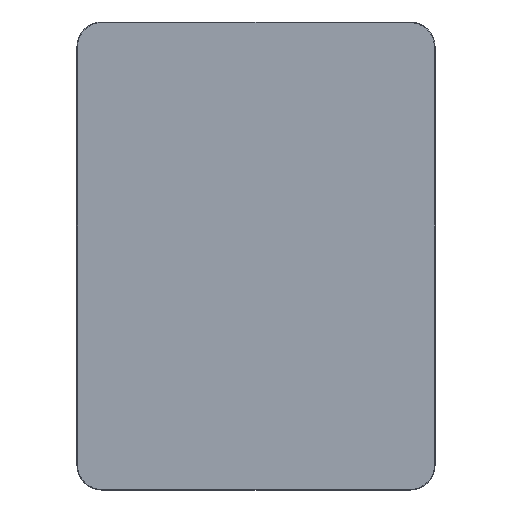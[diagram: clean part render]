
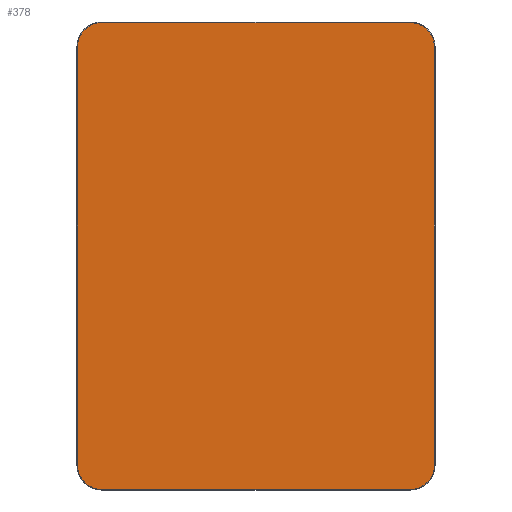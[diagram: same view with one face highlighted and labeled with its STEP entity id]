
A CAD part, front view. The second image highlights one B-rep face of the part: STEP entity #378.
In plain terms, the highlighted face is planar.
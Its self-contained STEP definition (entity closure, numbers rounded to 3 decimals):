
#378=ADVANCED_FACE('',(#948),#8276,.T.);
#948=FACE_OUTER_BOUND('',#1562,.T.);
#1562=EDGE_LOOP('',(#2683,#2684,#2685,#2686,#2687,#2688,#2689,#2690));
#2683=ORIENTED_EDGE('',*,*,#5061,.F.);
#2684=ORIENTED_EDGE('',*,*,#5073,.F.);
#2685=ORIENTED_EDGE('',*,*,#5062,.F.);
#2686=ORIENTED_EDGE('',*,*,#5067,.F.);
#2687=ORIENTED_EDGE('',*,*,#5063,.F.);
#2688=ORIENTED_EDGE('',*,*,#5070,.F.);
#2689=ORIENTED_EDGE('',*,*,#5064,.F.);
#2690=ORIENTED_EDGE('',*,*,#5076,.F.);
#5061=EDGE_CURVE('',#7625,#7623,#6245,.T.);
#5062=EDGE_CURVE('',#7627,#7626,#6246,.T.);
#5063=EDGE_CURVE('',#7629,#7628,#6247,.T.);
#5064=EDGE_CURVE('',#7624,#7630,#6248,.T.);
#5067=EDGE_CURVE('',#7628,#7627,#6847,.T.);
#5070=EDGE_CURVE('',#7630,#7629,#6848,.T.);
#5073=EDGE_CURVE('',#7626,#7625,#6849,.T.);
#5076=EDGE_CURVE('',#7623,#7624,#6850,.T.);
#6245=B_SPLINE_CURVE_WITH_KNOTS('',1,(#13112,#13113),.UNSPECIFIED.,.F.,
 .F.,(2,2),(-682.,0.),.UNSPECIFIED.);
#6246=B_SPLINE_CURVE_WITH_KNOTS('',1,(#13114,#13115),.UNSPECIFIED.,.F.,
 .F.,(2,2),(-503.,0.),.UNSPECIFIED.);
#6247=B_SPLINE_CURVE_WITH_KNOTS('',1,(#13116,#13117),.UNSPECIFIED.,.F.,
 .F.,(2,2),(-682.,0.),.UNSPECIFIED.);
#6248=B_SPLINE_CURVE_WITH_KNOTS('',1,(#13118,#13119),.UNSPECIFIED.,.F.,
 .F.,(2,2),(-503.,0.),.UNSPECIFIED.);
#6847=(
BOUNDED_CURVE()
B_SPLINE_CURVE(2,(#13124,#13125,#13126),.UNSPECIFIED.,.F.,.F.)
B_SPLINE_CURVE_WITH_KNOTS((3,3),(0.,61.261),.UNSPECIFIED.)
CURVE()
GEOMETRIC_REPRESENTATION_ITEM()
RATIONAL_B_SPLINE_CURVE((1.,0.707,1.))
REPRESENTATION_ITEM('')
);
#6848=(
BOUNDED_CURVE()
B_SPLINE_CURVE(2,(#13131,#13132,#13133),.UNSPECIFIED.,.F.,.F.)
B_SPLINE_CURVE_WITH_KNOTS((3,3),(0.,61.261),.UNSPECIFIED.)
CURVE()
GEOMETRIC_REPRESENTATION_ITEM()
RATIONAL_B_SPLINE_CURVE((1.,0.707,1.))
REPRESENTATION_ITEM('')
);
#6849=(
BOUNDED_CURVE()
B_SPLINE_CURVE(2,(#13138,#13139,#13140),.UNSPECIFIED.,.F.,.F.)
B_SPLINE_CURVE_WITH_KNOTS((3,3),(0.,61.261),.UNSPECIFIED.)
CURVE()
GEOMETRIC_REPRESENTATION_ITEM()
RATIONAL_B_SPLINE_CURVE((1.,0.707,1.))
REPRESENTATION_ITEM('')
);
#6850=(
BOUNDED_CURVE()
B_SPLINE_CURVE(2,(#13145,#13146,#13147),.UNSPECIFIED.,.F.,.F.)
B_SPLINE_CURVE_WITH_KNOTS((3,3),(0.,61.261),.UNSPECIFIED.)
CURVE()
GEOMETRIC_REPRESENTATION_ITEM()
RATIONAL_B_SPLINE_CURVE((1.,0.707,1.))
REPRESENTATION_ITEM('')
);
#7623=VERTEX_POINT('',#12928);
#7624=VERTEX_POINT('',#12929);
#7625=VERTEX_POINT('',#12930);
#7626=VERTEX_POINT('',#12931);
#7627=VERTEX_POINT('',#12932);
#7628=VERTEX_POINT('',#12933);
#7629=VERTEX_POINT('',#12934);
#7630=VERTEX_POINT('',#12935);
#8276=PLANE('',#9095);
#9095=AXIS2_PLACEMENT_3D('',#12567,#9307,$);
#9307=DIRECTION('',(0.,0.,-1.));
#12567=CARTESIAN_POINT('',(-57.1,-75.,0.));
#12928=CARTESIAN_POINT('',(1.,40.,0.));
#12929=CARTESIAN_POINT('',(40.,1.,0.));
#12930=CARTESIAN_POINT('',(1.,722.,0.));
#12931=CARTESIAN_POINT('',(40.,761.,0.));
#12932=CARTESIAN_POINT('',(543.,761.,0.));
#12933=CARTESIAN_POINT('',(582.,722.,0.));
#12934=CARTESIAN_POINT('',(582.,40.,0.));
#12935=CARTESIAN_POINT('',(543.,1.,0.));
#13112=CARTESIAN_POINT('',(1.,722.,0.));
#13113=CARTESIAN_POINT('',(1.,40.,0.));
#13114=CARTESIAN_POINT('',(543.,761.,0.));
#13115=CARTESIAN_POINT('',(40.,761.,0.));
#13116=CARTESIAN_POINT('',(582.,40.,0.));
#13117=CARTESIAN_POINT('',(582.,722.,0.));
#13118=CARTESIAN_POINT('',(40.,1.,0.));
#13119=CARTESIAN_POINT('',(543.,1.,0.));
#13124=CARTESIAN_POINT('',(582.,722.,0.));
#13125=CARTESIAN_POINT('',(582.,761.,0.));
#13126=CARTESIAN_POINT('',(543.,761.,0.));
#13131=CARTESIAN_POINT('',(543.,1.,0.));
#13132=CARTESIAN_POINT('',(582.,1.,0.));
#13133=CARTESIAN_POINT('',(582.,40.,0.));
#13138=CARTESIAN_POINT('',(40.,761.,0.));
#13139=CARTESIAN_POINT('',(1.,761.,0.));
#13140=CARTESIAN_POINT('',(1.,722.,0.));
#13145=CARTESIAN_POINT('',(1.,40.,0.));
#13146=CARTESIAN_POINT('',(1.,1.,0.));
#13147=CARTESIAN_POINT('',(40.,1.,0.));
